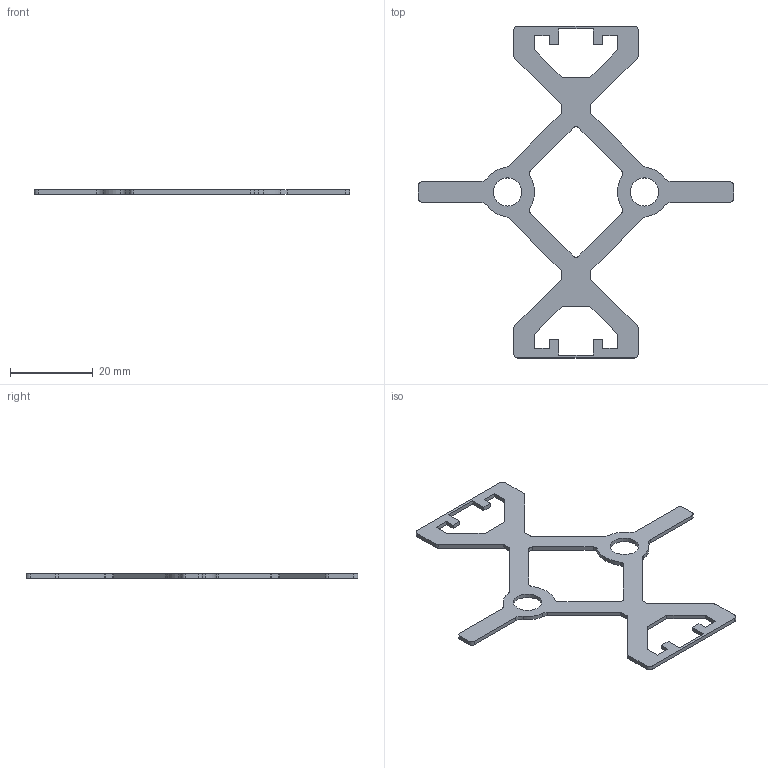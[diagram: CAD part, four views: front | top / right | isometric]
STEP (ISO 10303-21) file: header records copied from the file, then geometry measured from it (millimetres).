
FILE_DESCRIPTION(/* description */ ('Doppelführungsprofil 80 x 80'),/* implementation_level */ '2;1');
FILE_NAME(/* name */ 'SP141.stp',/* time_stamp */ '2015-09-04T08:20:52+02:00',/* author */ ('sebastianschwarze'),/* organization */ (''),/* preprocessor_version */ 'ST-DEVELOPER v15.6',/* originating_system */ 'Autodesk Inventor 2015',/* authorisation */ 'Anzahl');
FILE_SCHEMA (('AUTOMOTIVE_DESIGN { 1 0 10303 214 3 1 1 }'));
Length unit declared in the file: millimetre
Products named in the file (1): SP141_extern
Bounding box: 76 x 80 x 1 mm (x, y, z)
Volume: 1233.1 mm3; surface area: 3054.2 mm2
Topology: 1 solids, 1 shells, 100 faces, 296 edges, 198 vertices
Faces by surface type: plane 58, cylinder 42
Full cylindrical faces by diameter (mm): 6.8 x2
Entity records: 3376 total; most frequent: CARTESIAN_POINT 589, ORIENTED_EDGE 584, DIRECTION 578, EDGE_CURVE 292, LINE 208, VECTOR 208, VERTEX_POINT 196, AXIS2_PLACEMENT_3D 185
